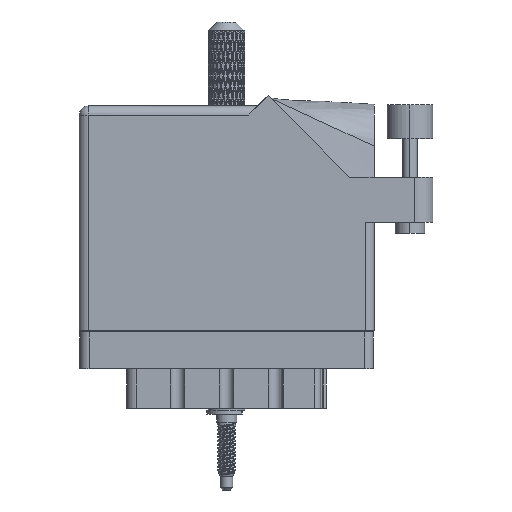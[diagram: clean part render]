
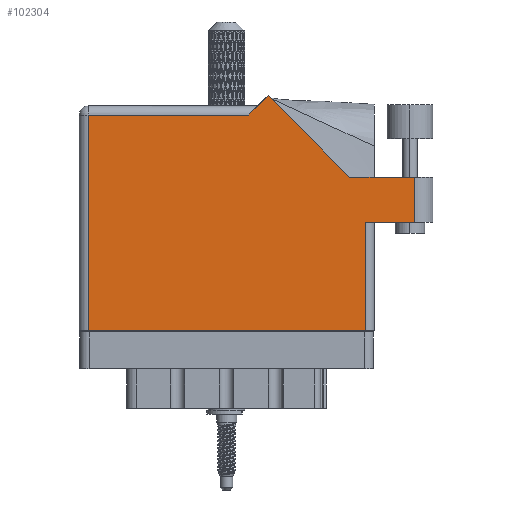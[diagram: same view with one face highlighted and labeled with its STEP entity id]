
A CAD part, front view. The second image highlights one B-rep face of the part: STEP entity #102304.
In plain terms, the highlighted face is planar.
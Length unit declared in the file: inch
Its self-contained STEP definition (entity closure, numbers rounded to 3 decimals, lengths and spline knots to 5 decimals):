
#27 = VERTEX_POINT ( 'NONE', #56219 ) ;
#1343 = CARTESIAN_POINT ( 'NONE',  ( 0.062, 0., 0. ) ) ;
#3714 = EDGE_CURVE ( 'NONE', #20949, #27, #81595, .T. ) ;
#4218 = ORIENTED_EDGE ( 'NONE', *, *, #3714, .T. ) ;
#6984 = EDGE_CURVE ( 'NONE', #71897, #20949, #50140, .T. ) ;
#11271 = EDGE_CURVE ( 'NONE', #40999, #71897, #73125, .T. ) ;
#14499 = VECTOR ( 'NONE', #81642, 39.37008 ) ;
#15668 = VERTEX_POINT ( 'NONE', #89649 ) ;
#16906 = PLANE ( 'NONE',  #39022 ) ;
#18481 = ORIENTED_EDGE ( 'NONE', *, *, #60227, .T. ) ;
#20728 = CARTESIAN_POINT ( 'NONE',  ( 1.155, 1.468, 0. ) ) ;
#20949 = VERTEX_POINT ( 'NONE', #74249 ) ;
#21061 = VECTOR ( 'NONE', #42739, 39.37008 ) ;
#21063 = ORIENTED_EDGE ( 'NONE', *, *, #65915, .T. ) ;
#21764 = VERTEX_POINT ( 'NONE', #20728 ) ;
#21811 = VECTOR ( 'NONE', #85926, 39.37008 ) ;
#22177 = ORIENTED_EDGE ( 'NONE', *, *, #65023, .T. ) ;
#23533 = VECTOR ( 'NONE', #42585, 39.37008 ) ;
#27046 = ORIENTED_EDGE ( 'NONE', *, *, #11271, .T. ) ;
#27260 = ORIENTED_EDGE ( 'NONE', *, *, #6984, .T. ) ;
#28603 = EDGE_CURVE ( 'NONE', #39930, #21764, #35959, .T. ) ;
#28818 = CARTESIAN_POINT ( 'NONE',  ( 1.84442, 1.044, 0. ) ) ;
#28918 = VECTOR ( 'NONE', #95435, 39.37008 ) ;
#29796 = DIRECTION ( 'NONE',  ( 0., -1., 0. ) ) ;
#31244 = VECTOR ( 'NONE', #91826, 39.37008 ) ;
#32334 = VECTOR ( 'NONE', #94355, 39.37008 ) ;
#33079 = ORIENTED_EDGE ( 'NONE', *, *, #46945, .T. ) ;
#35959 = LINE ( 'NONE', #49409, #21061 ) ;
#39022 = AXIS2_PLACEMENT_3D ( 'NONE', #72547, #41885, #80932 ) ;
#39222 = VECTOR ( 'NONE', #80921, 39.37008 ) ;
#39661 = LINE ( 'NONE', #67312, #23533 ) ;
#39930 = VERTEX_POINT ( 'NONE', #60867 ) ;
#40999 = VERTEX_POINT ( 'NONE', #42412 ) ;
#41885 = DIRECTION ( 'NONE',  ( 0., 0., -1. ) ) ;
#42412 = CARTESIAN_POINT ( 'NONE',  ( 0.062, 1.468, 0. ) ) ;
#42585 = DIRECTION ( 'NONE',  ( -1., 0., 0. ) ) ;
#42739 = DIRECTION ( 'NONE',  ( -0.707, -0.707, 0. ) ) ;
#46945 = EDGE_CURVE ( 'NONE', #50989, #39930, #91453, .T. ) ;
#49200 = CARTESIAN_POINT ( 'NONE',  ( 1.948, 0.737, 0. ) ) ;
#49409 = CARTESIAN_POINT ( 'NONE',  ( 1.217, 1.53, 0. ) ) ;
#50140 = LINE ( 'NONE', #64609, #28918 ) ;
#50989 = VERTEX_POINT ( 'NONE', #64243 ) ;
#52490 = LINE ( 'NONE', #83849, #31244 ) ;
#56219 = CARTESIAN_POINT ( 'NONE',  ( 1.948, 0.737, 0. ) ) ;
#60227 = EDGE_CURVE ( 'NONE', #15668, #50989, #39661, .T. ) ;
#60867 = CARTESIAN_POINT ( 'NONE',  ( 1.28771, 1.60071, 0. ) ) ;
#64243 = CARTESIAN_POINT ( 'NONE',  ( 1.84442, 1.044, 0. ) ) ;
#64609 = CARTESIAN_POINT ( 'NONE',  ( 0., 0., 0. ) ) ;
#65023 = EDGE_CURVE ( 'NONE', #80416, #15668, #52490, .T. ) ;
#65915 = EDGE_CURVE ( 'NONE', #21764, #40999, #98294, .T. ) ;
#67312 = CARTESIAN_POINT ( 'NONE',  ( 2.41, 1.044, 0. ) ) ;
#69419 = VECTOR ( 'NONE', #29796, 39.37008 ) ;
#71897 = VERTEX_POINT ( 'NONE', #1343 ) ;
#72547 = CARTESIAN_POINT ( 'NONE',  ( 0., 1.53, 0. ) ) ;
#73125 = LINE ( 'NONE', #77524, #69419 ) ;
#73624 = CARTESIAN_POINT ( 'NONE',  ( 2.01, 0.737, 0. ) ) ;
#74249 = CARTESIAN_POINT ( 'NONE',  ( 1.948, 0., 0. ) ) ;
#77524 = CARTESIAN_POINT ( 'NONE',  ( 0.062, 0., 0. ) ) ;
#77996 = LINE ( 'NONE', #73624, #14499 ) ;
#78091 = ORIENTED_EDGE ( 'NONE', *, *, #91504, .T. ) ;
#80416 = VERTEX_POINT ( 'NONE', #83573 ) ;
#80921 = DIRECTION ( 'NONE',  ( 0., 1., 0. ) ) ;
#80932 = DIRECTION ( 'NONE',  ( -1., 0., 0. ) ) ;
#81595 = LINE ( 'NONE', #49200, #39222 ) ;
#81642 = DIRECTION ( 'NONE',  ( 1., 0., 0. ) ) ;
#82348 = ORIENTED_EDGE ( 'NONE', *, *, #28603, .T. ) ;
#83573 = CARTESIAN_POINT ( 'NONE',  ( 2.285, 0.737, 0. ) ) ;
#83849 = CARTESIAN_POINT ( 'NONE',  ( 2.285, 1.044, 0. ) ) ;
#85207 = EDGE_LOOP ( 'NONE', ( #78091, #22177, #18481, #33079, #82348, #21063, #27046, #27260, #4218 ) ) ;
#85722 = CARTESIAN_POINT ( 'NONE',  ( 0., 1.468, 0. ) ) ;
#85926 = DIRECTION ( 'NONE',  ( -0.707, 0.707, 0. ) ) ;
#89649 = CARTESIAN_POINT ( 'NONE',  ( 2.285, 1.044, 0. ) ) ;
#91453 = LINE ( 'NONE', #28818, #21811 ) ;
#91504 = EDGE_CURVE ( 'NONE', #27, #80416, #77996, .T. ) ;
#91826 = DIRECTION ( 'NONE',  ( 0., 1., 0. ) ) ;
#94355 = DIRECTION ( 'NONE',  ( -1., 0., 0. ) ) ;
#95435 = DIRECTION ( 'NONE',  ( 1., 0., 0. ) ) ;
#98088 = FACE_OUTER_BOUND ( 'NONE', #85207, .T. ) ;
#98294 = LINE ( 'NONE', #85722, #32334 ) ;
#102304 = ADVANCED_FACE ( 'NONE', ( #98088 ), #16906, .F. ) ;
